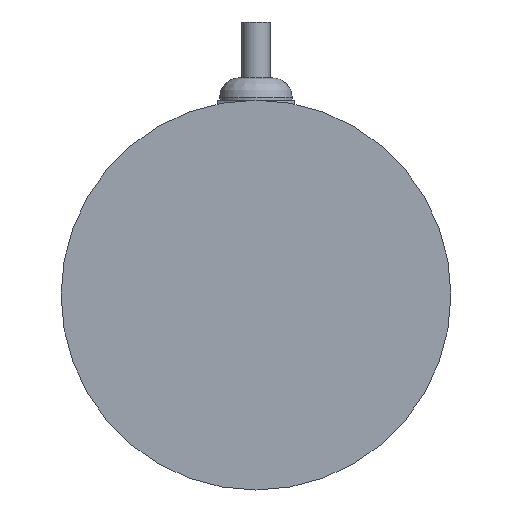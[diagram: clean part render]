
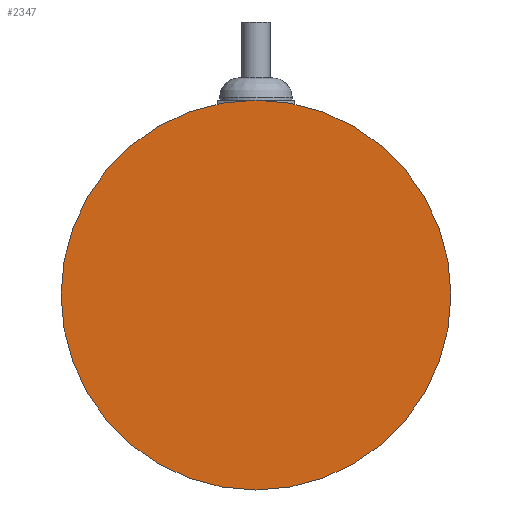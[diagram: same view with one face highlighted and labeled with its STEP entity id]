
A CAD part, front view. The second image highlights one B-rep face of the part: STEP entity #2347.
In plain terms, the highlighted planar face has unit normal (0, -1, 0).
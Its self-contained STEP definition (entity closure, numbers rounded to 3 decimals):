
#266=PLANE('',#2582);
#401=FACE_OUTER_BOUND('',#552,.T.);
#552=EDGE_LOOP('',(#2121,#2122));
#869=CIRCLE('',#2580,35.);
#870=CIRCLE('',#2581,35.);
#1099=VERTEX_POINT('',#10289);
#1100=VERTEX_POINT('',#10290);
#1443=EDGE_CURVE('',#1099,#1100,#869,.T.);
#1444=EDGE_CURVE('',#1100,#1099,#870,.T.);
#2121=ORIENTED_EDGE('',*,*,#1443,.T.);
#2122=ORIENTED_EDGE('',*,*,#1444,.T.);
#2347=ADVANCED_FACE('',(#401),#266,.T.);
#2580=AXIS2_PLACEMENT_3D('',#10291,#3111,#3112);
#2581=AXIS2_PLACEMENT_3D('',#10292,#3113,#3114);
#2582=AXIS2_PLACEMENT_3D('',#10294,#3116,#3117);
#3111=DIRECTION('center_axis',(0.,-1.,0.));
#3112=DIRECTION('ref_axis',(1.,0.,0.));
#3113=DIRECTION('center_axis',(0.,-1.,0.));
#3114=DIRECTION('ref_axis',(1.,0.,0.));
#3116=DIRECTION('center_axis',(0.,-1.,0.));
#3117=DIRECTION('ref_axis',(0.,0.,-1.));
#10289=CARTESIAN_POINT('',(35.,0.,0.));
#10290=CARTESIAN_POINT('',(-35.,0.,0.));
#10291=CARTESIAN_POINT('Origin',(0.,0.,0.));
#10292=CARTESIAN_POINT('Origin',(0.,0.,0.));
#10294=CARTESIAN_POINT('Origin',(0.,0.,0.));
